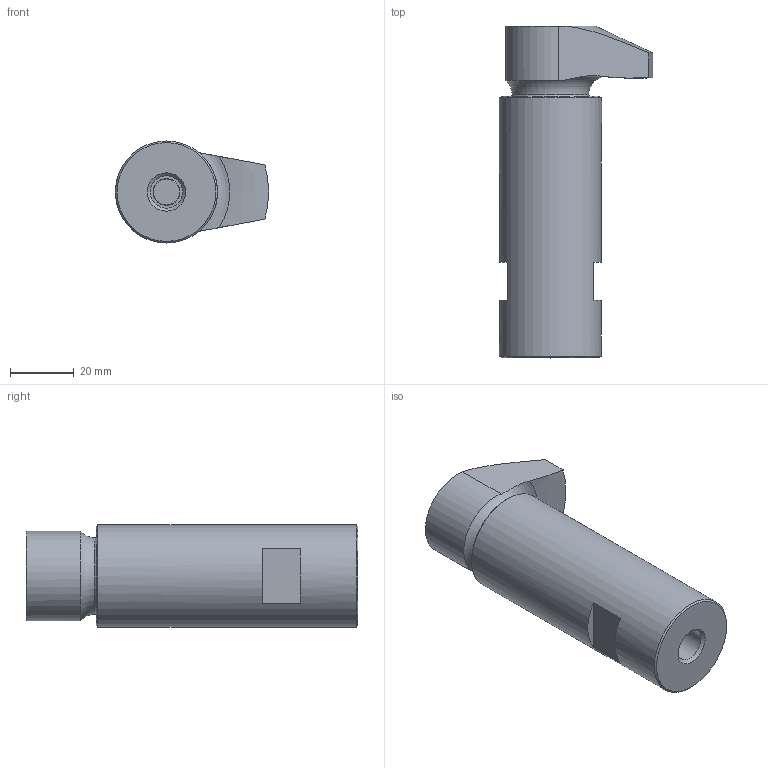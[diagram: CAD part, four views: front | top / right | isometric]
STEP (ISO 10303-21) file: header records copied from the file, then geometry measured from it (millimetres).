
FILE_DESCRIPTION( ( 'STEP AP214' ), '1' );
FILE_NAME( 'K0013.1288.stp', '2020-11-24T14:41:44', ( '' ), ( '' ), ' ', 'PARTsolutions', ' ' );
FILE_SCHEMA( ( 'AUTOMOTIVE_DESIGN { 1 0 10303 214 1 1 1 1 }' ) );
Length unit declared in the file: millimetre
Products named in the file (1): _K0013.1288
Bounding box: 48 x 104 x 32 mm (x, y, z)
Volume: 78505.2 mm3; surface area: 19510.5 mm2
Topology: 1 solids, 2 shells, 46 faces, 90 edges, 57 vertices
Faces by surface type: plane 25, cylinder 11, cone 6, torus 3, bspline 1
Full cylindrical faces by diameter (mm): 8.376 x1, 10 x1, 10.106 x1, 10.5 x1, 14 x1, 16 x1, 17 x1, 25 x1, 32 x1
Entity records: 1523 total; most frequent: CARTESIAN_POINT 252, DIRECTION 192, ORIENTED_EDGE 142, AXIS2_PLACEMENT_3D 81, EDGE_LOOP 74, EDGE_CURVE 71, FACE_OUTER_BOUND 58, VERTEX_POINT 55
